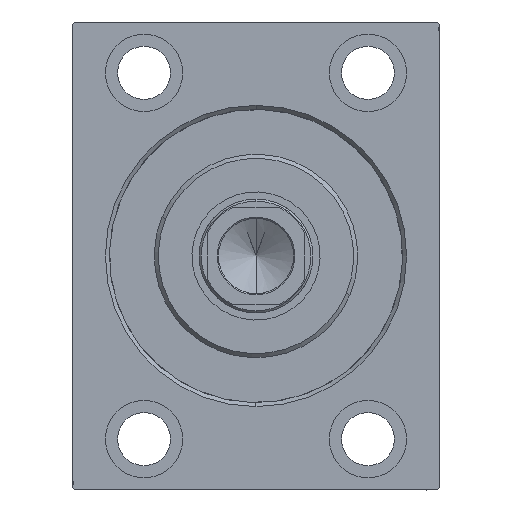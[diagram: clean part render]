
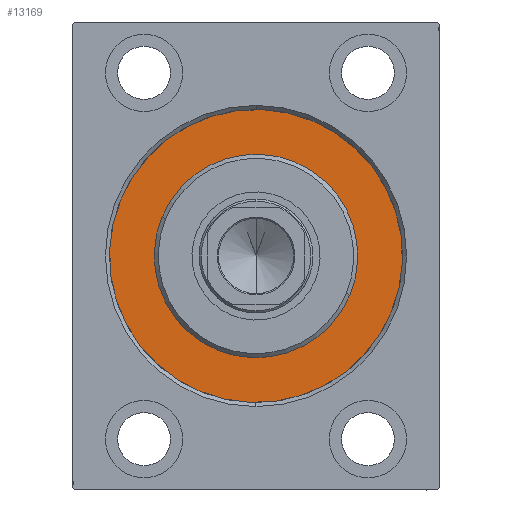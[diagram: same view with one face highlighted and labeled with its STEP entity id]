
A CAD part, left-side view. The second image highlights one B-rep face of the part: STEP entity #13169.
In plain terms, the highlighted face is planar.
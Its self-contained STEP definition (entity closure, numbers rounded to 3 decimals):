
#1523 = CARTESIAN_POINT ( 'NONE',  ( 0., 0., 0. ) ) ;
#2356 = CIRCLE ( 'NONE', #41561, 36. ) ;
#2996 = FACE_BOUND ( 'NONE', #12670, .T. ) ;
#4602 = CARTESIAN_POINT ( 'NONE',  ( 0., 0., 36. ) ) ;
#5084 = AXIS2_PLACEMENT_3D ( 'NONE', #19718, #43844, #16599 ) ;
#5764 = AXIS2_PLACEMENT_3D ( 'NONE', #10294, #37532, #41100 ) ;
#5907 = PLANE ( 'NONE',  #5084 ) ;
#6266 = DIRECTION ( 'NONE',  ( -1., 0., 0. ) ) ;
#6888 = ORIENTED_EDGE ( 'NONE', *, *, #12545, .F. ) ;
#9114 = ORIENTED_EDGE ( 'NONE', *, *, #39136, .F. ) ;
#9424 = VERTEX_POINT ( 'NONE', #36811 ) ;
#10294 = CARTESIAN_POINT ( 'NONE',  ( 0., 0., 0. ) ) ;
#10768 = CIRCLE ( 'NONE', #5764, 25. ) ;
#12064 = VERTEX_POINT ( 'NONE', #4602 ) ;
#12545 = EDGE_CURVE ( 'NONE', #34383, #9424, #10768, .T. ) ;
#12670 = EDGE_LOOP ( 'NONE', ( #23024, #6888 ) ) ;
#13169 = ADVANCED_FACE ( 'NONE', ( #2996, #27087 ), #5907, .F. ) ;
#15978 = AXIS2_PLACEMENT_3D ( 'NONE', #1523, #18678, #39010 ) ;
#16050 = DIRECTION ( 'NONE',  ( 0., 0., 1. ) ) ;
#16599 = DIRECTION ( 'NONE',  ( 0., 0., 1. ) ) ;
#16670 = AXIS2_PLACEMENT_3D ( 'NONE', #44169, #30324, #16050 ) ;
#18678 = DIRECTION ( 'NONE',  ( 1., 0., 0. ) ) ;
#19718 = CARTESIAN_POINT ( 'NONE',  ( 0., 0., 0. ) ) ;
#20872 = ORIENTED_EDGE ( 'NONE', *, *, #30450, .F. ) ;
#21722 = VERTEX_POINT ( 'NONE', #38817 ) ;
#22707 = EDGE_LOOP ( 'NONE', ( #9114, #20872 ) ) ;
#23024 = ORIENTED_EDGE ( 'NONE', *, *, #27563, .F. ) ;
#26676 = CIRCLE ( 'NONE', #15978, 25. ) ;
#27087 = FACE_OUTER_BOUND ( 'NONE', #22707, .T. ) ;
#27563 = EDGE_CURVE ( 'NONE', #9424, #34383, #26676, .T. ) ;
#30324 = DIRECTION ( 'NONE',  ( -1., 0., 0. ) ) ;
#30361 = DIRECTION ( 'NONE',  ( 0., 0., 1. ) ) ;
#30450 = EDGE_CURVE ( 'NONE', #12064, #21722, #38076, .T. ) ;
#33270 = CARTESIAN_POINT ( 'NONE',  ( 0., 0., 0. ) ) ;
#34383 = VERTEX_POINT ( 'NONE', #35229 ) ;
#35229 = CARTESIAN_POINT ( 'NONE',  ( 0., 0., -25. ) ) ;
#36811 = CARTESIAN_POINT ( 'NONE',  ( 0., 0., 25. ) ) ;
#37532 = DIRECTION ( 'NONE',  ( 1., 0., 0. ) ) ;
#38076 = CIRCLE ( 'NONE', #16670, 36. ) ;
#38817 = CARTESIAN_POINT ( 'NONE',  ( 0., 0., -36. ) ) ;
#39010 = DIRECTION ( 'NONE',  ( 0., 0., -1. ) ) ;
#39136 = EDGE_CURVE ( 'NONE', #21722, #12064, #2356, .T. ) ;
#41100 = DIRECTION ( 'NONE',  ( 0., 0., -1. ) ) ;
#41561 = AXIS2_PLACEMENT_3D ( 'NONE', #33270, #6266, #30361 ) ;
#43844 = DIRECTION ( 'NONE',  ( -1., 0., 0. ) ) ;
#44169 = CARTESIAN_POINT ( 'NONE',  ( 0., 0., 0. ) ) ;
